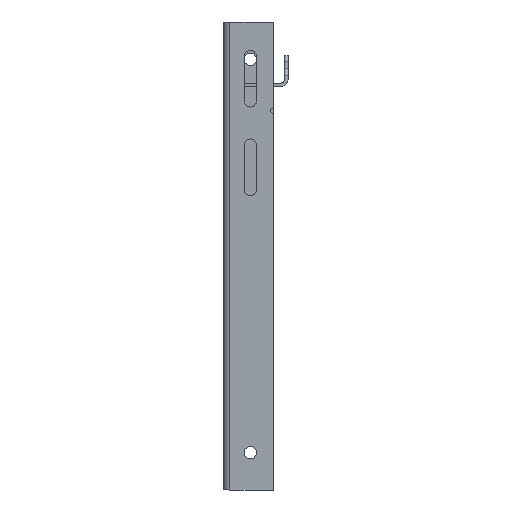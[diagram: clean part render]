
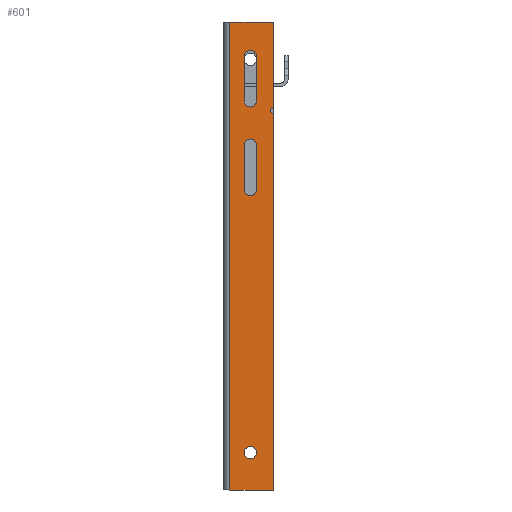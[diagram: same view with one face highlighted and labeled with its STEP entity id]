
A CAD part, front view. The second image highlights one B-rep face of the part: STEP entity #601.
In plain terms, the highlighted face is planar.
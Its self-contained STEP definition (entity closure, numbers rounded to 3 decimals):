
#460=FACE_BOUND('',#829,.T.);
#461=FACE_BOUND('',#830,.T.);
#462=FACE_BOUND('',#831,.T.);
#463=FACE_BOUND('',#832,.T.);
#493=B_SPLINE_CURVE_WITH_KNOTS('',1,(#3405,#3406),.UNSPECIFIED.,.F.,.F.,
(2,2),(0.,1.),.UNSPECIFIED.);
#515=PLANE('',#2521);
#601=ADVANCED_FACE('F8',(#460,#461,#462,#463),#515,.T.);
#829=EDGE_LOOP('',(#1145,#1146,#1147,#1148,#1149,#1150));
#830=EDGE_LOOP('',(#1151,#1152,#1153,#1154));
#831=EDGE_LOOP('',(#1155,#1156,#1157,#1158));
#832=EDGE_LOOP('',(#1159));
#913=CIRCLE('',#2449,3.5);
#915=CIRCLE('',#2453,3.5);
#917=CIRCLE('',#2457,3.5);
#919=CIRCLE('',#2461,3.5);
#921=CIRCLE('',#2465,3.5);
#947=CIRCLE('',#2517,1.5);
#1145=ORIENTED_EDGE('',*,*,#1849,.T.);
#1146=ORIENTED_EDGE('',*,*,#1846,.T.);
#1147=ORIENTED_EDGE('',*,*,#1843,.T.);
#1148=ORIENTED_EDGE('',*,*,#1850,.T.);
#1149=ORIENTED_EDGE('',*,*,#1851,.T.);
#1150=ORIENTED_EDGE('',*,*,#1841,.F.);
#1151=ORIENTED_EDGE('',*,*,#1764,.T.);
#1152=ORIENTED_EDGE('',*,*,#1761,.T.);
#1153=ORIENTED_EDGE('',*,*,#1758,.T.);
#1154=ORIENTED_EDGE('',*,*,#1755,.T.);
#1155=ORIENTED_EDGE('',*,*,#1752,.T.);
#1156=ORIENTED_EDGE('',*,*,#1749,.T.);
#1157=ORIENTED_EDGE('',*,*,#1746,.T.);
#1158=ORIENTED_EDGE('',*,*,#1743,.T.);
#1159=ORIENTED_EDGE('',*,*,#1740,.T.);
#1550=VERTEX_POINT('',#3179);
#1551=VERTEX_POINT('',#3184);
#1553=VERTEX_POINT('',#3187);
#1555=VERTEX_POINT('',#3193);
#1557=VERTEX_POINT('',#3199);
#1559=VERTEX_POINT('',#3208);
#1561=VERTEX_POINT('',#3211);
#1563=VERTEX_POINT('',#3217);
#1565=VERTEX_POINT('',#3223);
#1617=VERTEX_POINT('',#3382);
#1618=VERTEX_POINT('',#3384);
#1620=VERTEX_POINT('',#3389);
#1621=VERTEX_POINT('',#3391);
#1623=VERTEX_POINT('',#3397);
#1625=VERTEX_POINT('',#3404);
#1740=EDGE_CURVE('E126',#1550,#1550,#913,.T.);
#1743=EDGE_CURVE('E125',#1553,#1551,#2026,.T.);
#1746=EDGE_CURVE('E124',#1555,#1553,#915,.T.);
#1749=EDGE_CURVE('E123',#1557,#1555,#2030,.T.);
#1752=EDGE_CURVE('E122',#1551,#1557,#917,.T.);
#1755=EDGE_CURVE('E121',#1561,#1559,#2034,.T.);
#1758=EDGE_CURVE('E120',#1563,#1561,#919,.T.);
#1761=EDGE_CURVE('E119',#1565,#1563,#2038,.T.);
#1764=EDGE_CURVE('E118',#1559,#1565,#921,.T.);
#1841=EDGE_CURVE('E67',#1618,#1617,#2089,.T.);
#1843=EDGE_CURVE('E105',#1621,#1620,#947,.T.);
#1846=EDGE_CURVE('E104',#1623,#1621,#2092,.T.);
#1849=EDGE_CURVE('E103',#1618,#1623,#2095,.T.);
#1850=EDGE_CURVE('E106',#1620,#1625,#2096,.T.);
#1851=EDGE_CURVE('E109',#1625,#1617,#493,.T.);
#2026=LINE('',#3186,#2238);
#2030=LINE('',#3198,#2242);
#2034=LINE('',#3210,#2246);
#2038=LINE('',#3222,#2250);
#2089=LINE('',#3385,#2301);
#2092=LINE('',#3396,#2304);
#2095=LINE('',#3402,#2307);
#2096=LINE('',#3403,#2308);
#2238=VECTOR('',#2630,1.);
#2242=VECTOR('',#2642,1.);
#2246=VECTOR('',#2654,1.);
#2250=VECTOR('',#2666,1.);
#2301=VECTOR('',#2821,1.);
#2304=VECTOR('',#2832,1.);
#2307=VECTOR('',#2837,1.);
#2308=VECTOR('',#2838,1.);
#2449=AXIS2_PLACEMENT_3D('',#3180,#2623,#2624);
#2453=AXIS2_PLACEMENT_3D('',#3192,#2635,#2636);
#2457=AXIS2_PLACEMENT_3D('',#3204,#2647,#2648);
#2461=AXIS2_PLACEMENT_3D('',#3216,#2659,#2660);
#2465=AXIS2_PLACEMENT_3D('',#3228,#2671,#2672);
#2517=AXIS2_PLACEMENT_3D('',#3390,#2825,#2826);
#2521=AXIS2_PLACEMENT_3D('',#3407,#2839,#2840);
#2623=DIRECTION('',(0.,-1.,0.));
#2624=DIRECTION('',(1.,0.,0.));
#2630=DIRECTION('',(0.,0.,1.));
#2635=DIRECTION('',(0.,-1.,0.));
#2636=DIRECTION('',(1.,0.,0.));
#2642=DIRECTION('',(0.,0.,-1.));
#2647=DIRECTION('',(0.,-1.,0.));
#2648=DIRECTION('',(1.,0.,0.));
#2654=DIRECTION('',(0.,0.,1.));
#2659=DIRECTION('',(0.,-1.,0.));
#2660=DIRECTION('',(1.,0.,0.));
#2666=DIRECTION('',(0.,0.,-1.));
#2671=DIRECTION('',(0.,-1.,0.));
#2672=DIRECTION('',(1.,0.,0.));
#2821=DIRECTION('',(0.,0.,1.));
#2825=DIRECTION('',(0.,-1.,0.));
#2826=DIRECTION('',(1.,0.,0.));
#2832=DIRECTION('',(0.,0.,1.));
#2837=DIRECTION('',(-1.,0.,0.));
#2838=DIRECTION('',(0.,0.,1.));
#2839=DIRECTION('',(0.,1.,0.));
#2840=DIRECTION('',(-1.,0.,0.));
#3179=CARTESIAN_POINT('',(527.251,4210.002,-355.893));
#3180=CARTESIAN_POINT('',(530.751,4210.002,-355.893));
#3184=CARTESIAN_POINT('',(534.251,4210.002,-182.393));
#3186=CARTESIAN_POINT('',(534.251,4210.002,-194.893));
#3187=CARTESIAN_POINT('',(534.251,4210.002,-207.393));
#3192=CARTESIAN_POINT('',(530.751,4210.002,-207.393));
#3193=CARTESIAN_POINT('',(527.251,4210.002,-207.393));
#3198=CARTESIAN_POINT('',(527.251,4210.002,-194.893));
#3199=CARTESIAN_POINT('',(527.251,4210.002,-182.393));
#3204=CARTESIAN_POINT('',(530.751,4210.002,-182.393));
#3208=CARTESIAN_POINT('',(534.251,4210.002,-132.393));
#3210=CARTESIAN_POINT('',(534.251,4210.002,-144.893));
#3211=CARTESIAN_POINT('',(534.251,4210.002,-157.393));
#3216=CARTESIAN_POINT('',(530.751,4210.002,-157.393));
#3217=CARTESIAN_POINT('',(527.251,4210.002,-157.393));
#3222=CARTESIAN_POINT('',(527.251,4210.002,-144.893));
#3223=CARTESIAN_POINT('',(527.251,4210.002,-132.393));
#3228=CARTESIAN_POINT('',(530.751,4210.002,-132.393));
#3382=CARTESIAN_POINT('',(542.251,4210.002,-112.893));
#3384=CARTESIAN_POINT('',(542.251,4210.002,-376.893));
#3385=CARTESIAN_POINT('',(542.251,4210.002,-194.893));
#3389=CARTESIAN_POINT('',(517.751,4210.002,-161.393));
#3390=CARTESIAN_POINT('',(517.751,4210.002,-162.893));
#3391=CARTESIAN_POINT('',(517.751,4210.002,-164.393));
#3396=CARTESIAN_POINT('',(517.751,4210.002,-270.643));
#3397=CARTESIAN_POINT('',(517.751,4210.002,-376.893));
#3402=CARTESIAN_POINT('',(530.001,4210.002,-376.893));
#3403=CARTESIAN_POINT('',(517.751,4210.002,-137.893));
#3404=CARTESIAN_POINT('',(517.751,4210.002,-112.893));
#3405=CARTESIAN_POINT('',(517.751,4210.002,-112.893));
#3406=CARTESIAN_POINT('',(542.251,4210.002,-112.893));
#3407=CARTESIAN_POINT('',(517.751,4210.002,-12.893));
